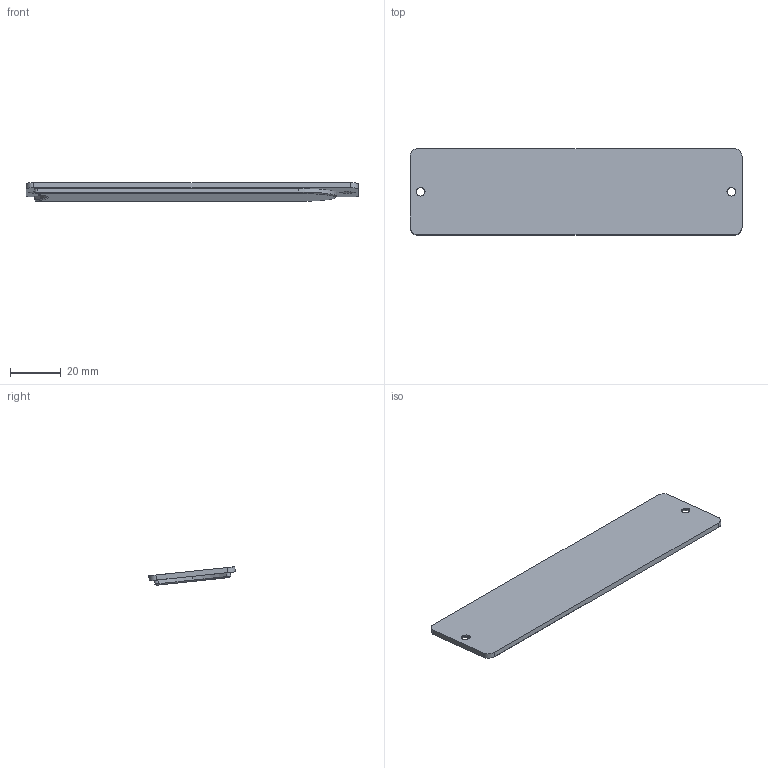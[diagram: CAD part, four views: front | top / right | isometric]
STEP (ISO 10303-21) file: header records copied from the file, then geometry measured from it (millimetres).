
FILE_DESCRIPTION(('HOOPS Exchange Step'),'2;1');
FILE_NAME('export-9FC2524B-6218-4CE9-85B6-B88E97F51B49.stp','2021-10-10T18:38:20-04:00',('xyz'),('Alibre'),'HOOPS Exchange 2021.0','Alibre','Unknown authorisation');
FILE_SCHEMA( ('AP242_MANAGED_MODEL_BASED_3D_ENGINEERING_MIM_LF {1 0 10303 442 1 1 4 }') );
Length unit declared in the file: millimetre
Products named in the file (1): wing
Bounding box: 130.58 x 34.02 x 7.27 mm (x, y, z)
Volume: 15506.6 mm3; surface area: 9993.6 mm2
Topology: 1 solids, 1 shells, 28 faces, 71 edges, 46 vertices
Faces by surface type: cylinder 11, plane 11, cone 6
Full cylindrical faces by diameter (mm): 3.4 x2
Entity records: 893 total; most frequent: DIRECTION 163, CARTESIAN_POINT 147, ORIENTED_EDGE 142, EDGE_CURVE 71, AXIS2_PLACEMENT_3D 62, VERTEX_POINT 46, VECTOR 39, LINE 39
